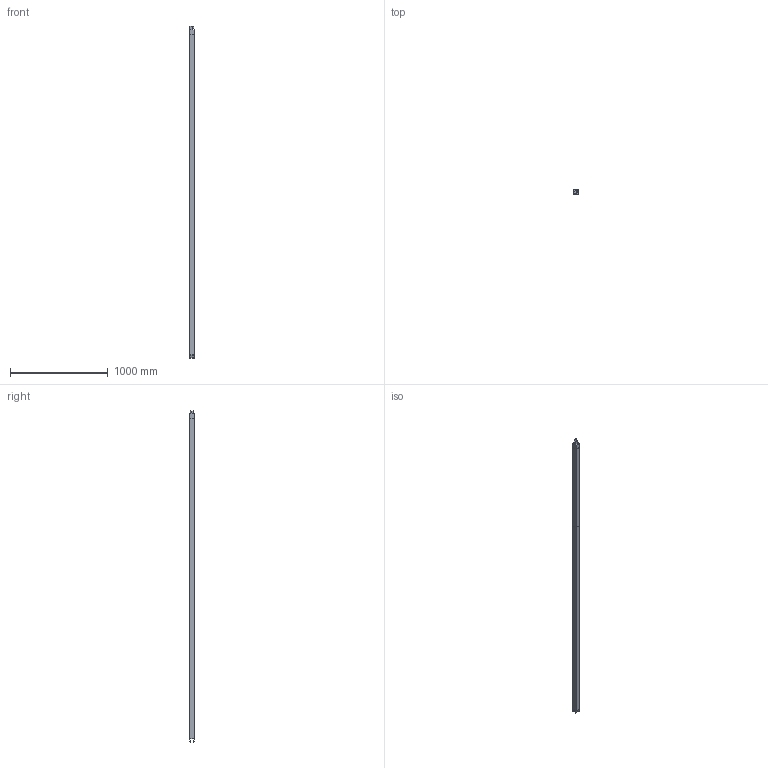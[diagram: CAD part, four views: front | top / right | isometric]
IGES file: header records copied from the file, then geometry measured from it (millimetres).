
Global section: file name: 111874; native system: Autodesk Inventor 2023; preprocessor: unknown; author: JANAN; date: 20240823.143611; units: millimetre
Bounding box: 50 x 52.3 x 3400 mm (x, y, z)
Volume: 1051887.3 mm3; surface area: 1676480.7 mm2
Topology: 2 solids, 2 shells, 78 faces, 223 edges, 145 vertices
Faces by surface type: bspline 78
